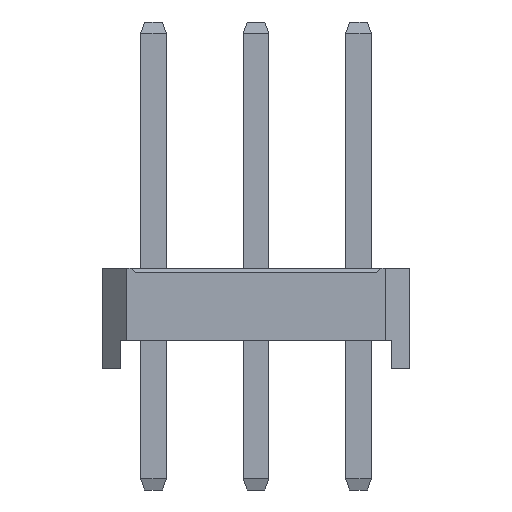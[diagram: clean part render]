
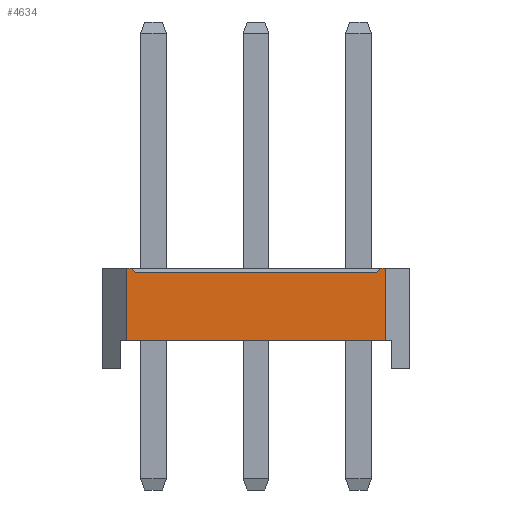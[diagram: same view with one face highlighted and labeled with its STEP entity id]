
A CAD part, left-side view. The second image highlights one B-rep face of the part: STEP entity #4634.
In plain terms, the highlighted planar face has unit normal (-1, 0, 0).
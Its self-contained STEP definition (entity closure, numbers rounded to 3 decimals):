
#4634=ADVANCED_FACE('',(#17647),#17649,.T.);
#17647=FACE_BOUND('',#17648,.T.);
#17648=EDGE_LOOP('',(#27679,#27680,#27681,#27682,#27683,#27684,#27685,#27686));
#17649=PLANE('',#17650);
#17650=AXIS2_PLACEMENT_3D('',#17651,#17652,#17653);
#17651=CARTESIAN_POINT('',(-1.27,5.75,0.));
#17652=DIRECTION('',(-1.,0.,0.));
#17653=DIRECTION('',(0.,-1.,0.));
#27679=ORIENTED_EDGE('',*,*,#33828,.F.);
#27680=ORIENTED_EDGE('',*,*,#33829,.T.);
#27681=ORIENTED_EDGE('',*,*,#33830,.F.);
#27682=ORIENTED_EDGE('',*,*,#32389,.F.);
#27683=ORIENTED_EDGE('',*,*,#33831,.F.);
#27684=ORIENTED_EDGE('',*,*,#31926,.T.);
#27685=ORIENTED_EDGE('',*,*,#33827,.T.);
#27686=ORIENTED_EDGE('',*,*,#32393,.F.);
#31926=EDGE_CURVE('',#35512,#35510,#35513,.T.);
#32389=EDGE_CURVE('',#36436,#36438,#36439,.T.);
#32393=EDGE_CURVE('',#36444,#36446,#36447,.T.);
#33827=EDGE_CURVE('',#35510,#36446,#38805,.T.);
#33828=EDGE_CURVE('',#38806,#36444,#38807,.F.);
#33829=EDGE_CURVE('',#38806,#38808,#38809,.T.);
#33830=EDGE_CURVE('',#36438,#38808,#38810,.F.);
#33831=EDGE_CURVE('',#35512,#36436,#38811,.T.);
#35510=VERTEX_POINT('',#41308);
#35512=VERTEX_POINT('',#41312);
#35513=LINE('',#41313,#41314);
#36436=VERTEX_POINT('',#43160);
#36438=VERTEX_POINT('',#43164);
#36439=LINE('',#43165,#43166);
#36444=VERTEX_POINT('',#43176);
#36446=VERTEX_POINT('',#43180);
#36447=LINE('',#43181,#43182);
#38805=LINE('',#48407,#48408);
#38806=VERTEX_POINT('',#48410);
#38807=LINE('',#48411,#48412);
#38808=VERTEX_POINT('',#48414);
#38809=LINE('',#48415,#48416);
#38810=LINE('',#48418,#48419);
#38811=LINE('',#48421,#48422);
#41308=CARTESIAN_POINT('',(-1.27,-0.67,0.7));
#41312=CARTESIAN_POINT('',(-1.27,5.75,0.7));
#41313=CARTESIAN_POINT('',(-1.27,5.75,0.7));
#41314=VECTOR('',#41315,1.);
#41315=DIRECTION('',(0.,-1.,0.));
#43160=CARTESIAN_POINT('',(-1.27,5.75,2.5));
#43164=CARTESIAN_POINT('',(-1.27,5.63,2.5));
#43165=CARTESIAN_POINT('',(-1.27,5.75,2.5));
#43166=VECTOR('',#43167,1.);
#43167=DIRECTION('',(0.,-1.,0.));
#43176=CARTESIAN_POINT('',(-1.27,-0.55,2.5));
#43180=CARTESIAN_POINT('',(-1.27,-0.67,2.5));
#43181=CARTESIAN_POINT('',(-1.27,-0.55,2.5));
#43182=VECTOR('',#43183,1.);
#43183=DIRECTION('',(0.,-1.,0.));
#48407=CARTESIAN_POINT('',(-1.27,-0.67,0.7));
#48408=VECTOR('',#48409,1.);
#48409=DIRECTION('',(0.,0.,1.));
#48410=CARTESIAN_POINT('',(-1.27,-0.45,2.4));
#48411=CARTESIAN_POINT('',(-1.27,-0.55,2.5));
#48412=VECTOR('',#48413,1.);
#48413=DIRECTION('',(0.,0.707,-0.707));
#48414=CARTESIAN_POINT('',(-1.27,5.53,2.4));
#48415=CARTESIAN_POINT('',(-1.27,-0.45,2.4));
#48416=VECTOR('',#48417,1.);
#48417=DIRECTION('',(0.,1.,0.));
#48418=CARTESIAN_POINT('',(-1.27,5.53,2.4));
#48419=VECTOR('',#48420,1.);
#48420=DIRECTION('',(0.,0.707,0.707));
#48421=CARTESIAN_POINT('',(-1.27,5.75,0.7));
#48422=VECTOR('',#48423,1.);
#48423=DIRECTION('',(0.,0.,1.));
